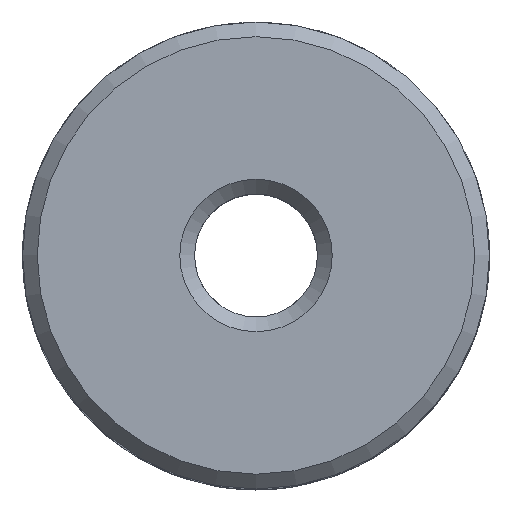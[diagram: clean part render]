
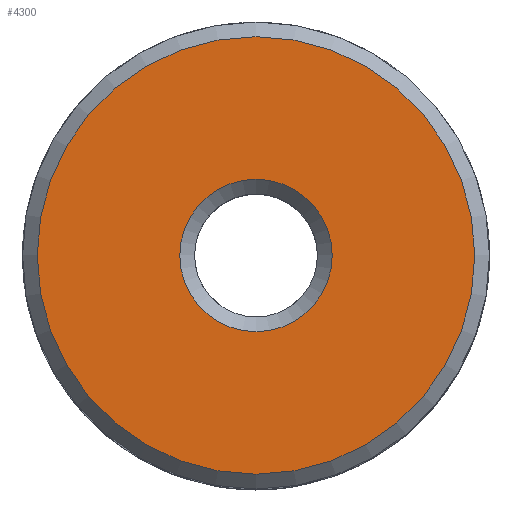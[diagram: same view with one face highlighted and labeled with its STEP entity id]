
A CAD part, top view. The second image highlights one B-rep face of the part: STEP entity #4300.
In plain terms, the highlighted planar face has unit normal (0, 0, 1).
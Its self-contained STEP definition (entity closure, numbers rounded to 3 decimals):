
#3860 = VERTEX_POINT('',#3861);
#3861 = CARTESIAN_POINT('',(8.9,0.,12.5));
#3869 = EDGE_CURVE('',#3860,#3860,#3870,.T.);
#3870 = CIRCLE('',#3871,8.9);
#3871 = AXIS2_PLACEMENT_3D('',#3872,#3873,#3874);
#3872 = CARTESIAN_POINT('',(0.,0.,12.5));
#3873 = DIRECTION('',(0.,0.,1.));
#3874 = DIRECTION('',(1.,0.,0.));
#4300 = ADVANCED_FACE('',(#4301,#4312),#4315,.T.);
#4301 = FACE_BOUND('',#4302,.T.);
#4302 = EDGE_LOOP('',(#4303));
#4303 = ORIENTED_EDGE('',*,*,#4304,.F.);
#4304 = EDGE_CURVE('',#4305,#4305,#4307,.T.);
#4305 = VERTEX_POINT('',#4306);
#4306 = CARTESIAN_POINT('',(3.1,0.,12.5));
#4307 = CIRCLE('',#4308,3.1);
#4308 = AXIS2_PLACEMENT_3D('',#4309,#4310,#4311);
#4309 = CARTESIAN_POINT('',(0.,0.,12.5));
#4310 = DIRECTION('',(0.,0.,1.));
#4311 = DIRECTION('',(1.,0.,0.));
#4312 = FACE_BOUND('',#4313,.T.);
#4313 = EDGE_LOOP('',(#4314));
#4314 = ORIENTED_EDGE('',*,*,#3869,.T.);
#4315 = PLANE('',#4316);
#4316 = AXIS2_PLACEMENT_3D('',#4317,#4318,#4319);
#4317 = CARTESIAN_POINT('',(0.,0.,12.5));
#4318 = DIRECTION('',(0.,0.,1.));
#4319 = DIRECTION('',(1.,0.,0.));
